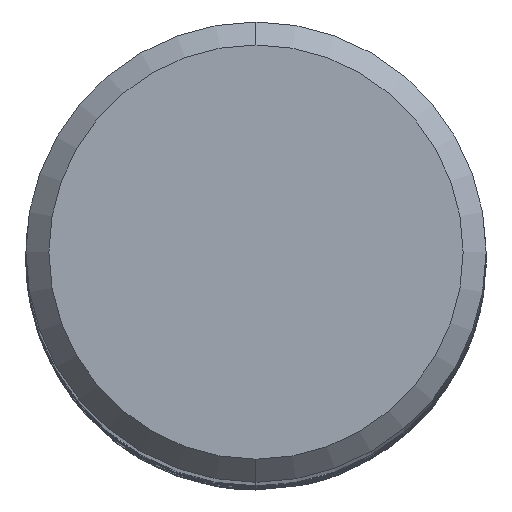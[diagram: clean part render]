
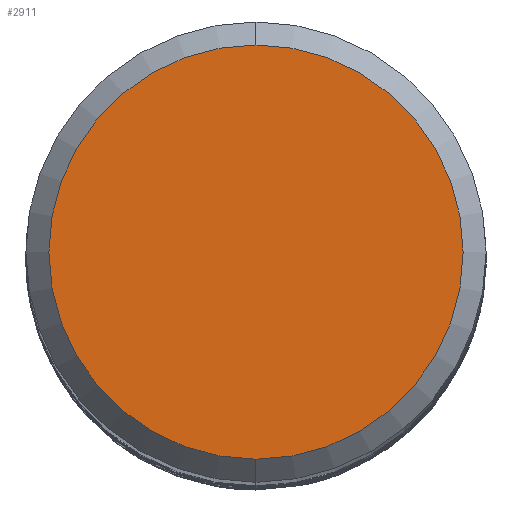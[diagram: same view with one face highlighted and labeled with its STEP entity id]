
A CAD part, top view. The second image highlights one B-rep face of the part: STEP entity #2911.
In plain terms, the highlighted planar face has unit normal (0, 0, 1).
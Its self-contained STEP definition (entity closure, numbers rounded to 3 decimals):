
#1965=VERTEX_POINT('',#4642);
#2343=EDGE_CURVE('',#3673,#1965,#5053,.T.);
#2911=ADVANCED_FACE('',(#5671),#5672,.T.);
#3671=EDGE_CURVE('',#1965,#3673,#6485,.T.);
#3673=VERTEX_POINT('',#6487);
#4642=CARTESIAN_POINT('',(0.,-3.6,0.0));
#5053=CIRCLE('',#23378,3.6);
#5671=FACE_OUTER_BOUND('',#31290,.T.);
#5672=PLANE('',#31291);
#6485=CIRCLE('',#40868,3.6);
#6487=CARTESIAN_POINT('',(0.0,3.6,0.0));
#23378=AXIS2_PLACEMENT_3D('',#44722,#44723,#44724);
#31290=EDGE_LOOP('',(#45364,#45365));
#31291=AXIS2_PLACEMENT_3D('',#45366,#45367,#45368);
#40868=AXIS2_PLACEMENT_3D('',#46079,#46080,#46081);
#44722=CARTESIAN_POINT('',(0.0,0.0,0.0));
#44723=DIRECTION('',(0.0,0.0,-1.0));
#44724=DIRECTION('',(0.0,1.0,0.0));
#45364=ORIENTED_EDGE('',*,*,#2343,.F.);
#45365=ORIENTED_EDGE('',*,*,#3671,.F.);
#45366=CARTESIAN_POINT('',(0.0,1.8,0.0));
#45367=DIRECTION('',(-0.0,0.0,1.0));
#45368=DIRECTION('',(0.0,-1.0,0.0));
#46079=CARTESIAN_POINT('',(0.0,0.0,0.0));
#46080=DIRECTION('',(0.0,0.0,-1.0));
#46081=DIRECTION('',(0.0,1.0,0.0));
